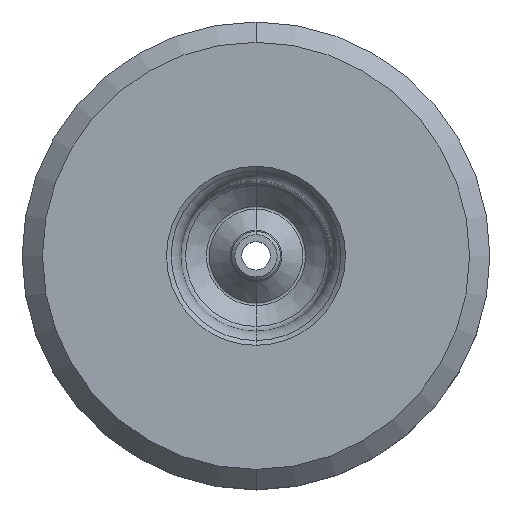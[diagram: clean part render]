
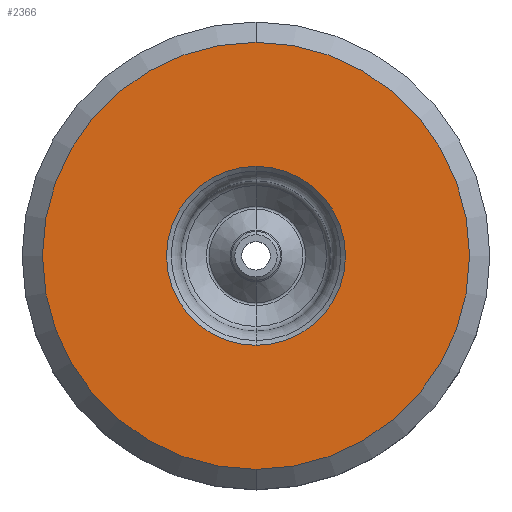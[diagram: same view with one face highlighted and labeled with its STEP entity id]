
A CAD part, top view. The second image highlights one B-rep face of the part: STEP entity #2366.
In plain terms, the highlighted planar face has unit normal (0, 0, 1).
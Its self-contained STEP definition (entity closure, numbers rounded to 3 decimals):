
#25 = ORIENTED_EDGE ( 'NONE', *, *, #1030, .T. ) ;
#77 = CARTESIAN_POINT ( 'NONE',  ( 0., -52.5, 56.5 ) ) ;
#85 = CIRCLE ( 'NONE', #1684, 22. ) ;
#109 = VERTEX_POINT ( 'NONE', #1512 ) ;
#208 = CIRCLE ( 'NONE', #1041, 22. ) ;
#260 = DIRECTION ( 'NONE',  ( 0., 0., -1. ) ) ;
#308 = ORIENTED_EDGE ( 'NONE', *, *, #731, .T. ) ;
#411 = VERTEX_POINT ( 'NONE', #2317 ) ;
#590 = CARTESIAN_POINT ( 'NONE',  ( 0., 0., 56.5 ) ) ;
#600 = AXIS2_PLACEMENT_3D ( 'NONE', #1243, #2619, #1250 ) ;
#603 = PLANE ( 'NONE',  #600 ) ;
#670 = EDGE_LOOP ( 'NONE', ( #25, #2875 ) ) ;
#731 = EDGE_CURVE ( 'NONE', #109, #411, #208, .T. ) ;
#744 = CARTESIAN_POINT ( 'NONE',  ( 0., 52.5, 56.5 ) ) ;
#1008 = VERTEX_POINT ( 'NONE', #77 ) ;
#1028 = DIRECTION ( 'NONE',  ( 0., -1., 0. ) ) ;
#1030 = EDGE_CURVE ( 'NONE', #2124, #1008, #1660, .T. ) ;
#1041 = AXIS2_PLACEMENT_3D ( 'NONE', #2239, #1334, #2907 ) ;
#1050 = DIRECTION ( 'NONE',  ( 0., 0., 1. ) ) ;
#1171 = DIRECTION ( 'NONE',  ( 0., 1., 0. ) ) ;
#1180 = CARTESIAN_POINT ( 'NONE',  ( 0., 0., 56.5 ) ) ;
#1243 = CARTESIAN_POINT ( 'NONE',  ( 0., 0., 56.5 ) ) ;
#1250 = DIRECTION ( 'NONE',  ( 0., -1., 0. ) ) ;
#1334 = DIRECTION ( 'NONE',  ( 0., 0., -1. ) ) ;
#1512 = CARTESIAN_POINT ( 'NONE',  ( 0., -22., 56.5 ) ) ;
#1586 = AXIS2_PLACEMENT_3D ( 'NONE', #1180, #2767, #1877 ) ;
#1660 = CIRCLE ( 'NONE', #1586, 52.5 ) ;
#1684 = AXIS2_PLACEMENT_3D ( 'NONE', #2073, #260, #1171 ) ;
#1726 = FACE_BOUND ( 'NONE', #1916, .T. ) ;
#1877 = DIRECTION ( 'NONE',  ( 0., -1., 0. ) ) ;
#1916 = EDGE_LOOP ( 'NONE', ( #308, #2595 ) ) ;
#2042 = FACE_OUTER_BOUND ( 'NONE', #670, .T. ) ;
#2069 = EDGE_CURVE ( 'NONE', #411, #109, #85, .T. ) ;
#2073 = CARTESIAN_POINT ( 'NONE',  ( 0., 0., 56.5 ) ) ;
#2124 = VERTEX_POINT ( 'NONE', #744 ) ;
#2239 = CARTESIAN_POINT ( 'NONE',  ( 0., 0., 56.5 ) ) ;
#2317 = CARTESIAN_POINT ( 'NONE',  ( 0., 22., 56.5 ) ) ;
#2360 = EDGE_CURVE ( 'NONE', #1008, #2124, #2581, .T. ) ;
#2366 = ADVANCED_FACE ( 'NONE', ( #2042, #1726 ), #603, .T. ) ;
#2490 = AXIS2_PLACEMENT_3D ( 'NONE', #590, #1050, #1028 ) ;
#2581 = CIRCLE ( 'NONE', #2490, 52.5 ) ;
#2595 = ORIENTED_EDGE ( 'NONE', *, *, #2069, .T. ) ;
#2619 = DIRECTION ( 'NONE',  ( 0., 0., 1. ) ) ;
#2767 = DIRECTION ( 'NONE',  ( 0., 0., 1. ) ) ;
#2875 = ORIENTED_EDGE ( 'NONE', *, *, #2360, .T. ) ;
#2907 = DIRECTION ( 'NONE',  ( 0., 1., 0. ) ) ;
